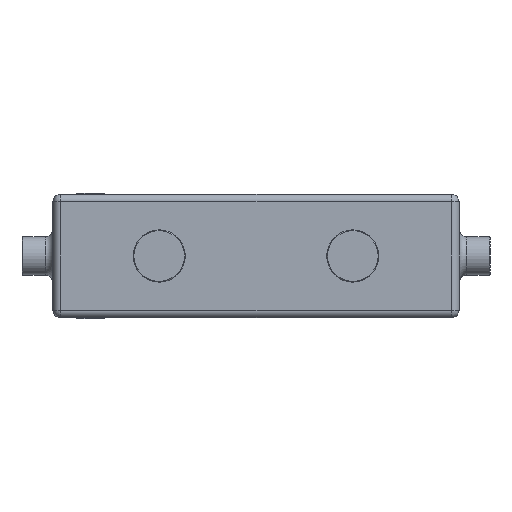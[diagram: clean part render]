
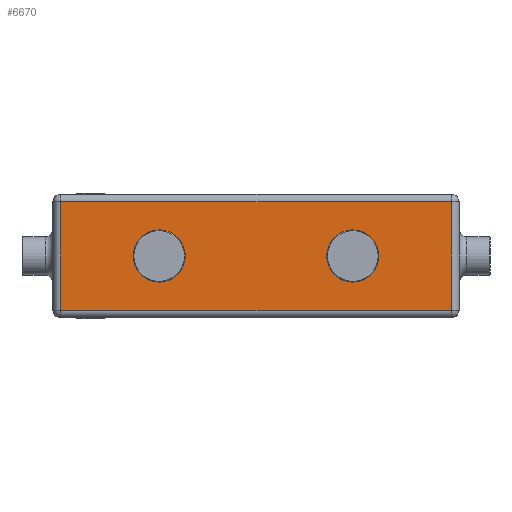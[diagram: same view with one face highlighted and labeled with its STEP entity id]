
A CAD part, left-side view. The second image highlights one B-rep face of the part: STEP entity #6670.
In plain terms, the highlighted planar face has unit normal (-1, 0, 0).
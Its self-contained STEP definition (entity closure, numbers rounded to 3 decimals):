
#251 = DIRECTION ( 'NONE',  ( 0., 1., 0. ) ) ;
#307 = CIRCLE ( 'NONE', #2677, 16.85 ) ;
#332 = CARTESIAN_POINT ( 'NONE',  ( -40., -131., 35. ) ) ;
#428 = CARTESIAN_POINT ( 'NONE',  ( -40., -62.5, 0. ) ) ;
#445 = EDGE_CURVE ( 'NONE', #5924, #21395, #17504, .T. ) ;
#595 = ORIENTED_EDGE ( 'NONE', *, *, #1746, .T. ) ;
#658 = EDGE_CURVE ( 'NONE', #17614, #21902, #13675, .T. ) ;
#1746 = EDGE_CURVE ( 'NONE', #2707, #19023, #14167, .T. ) ;
#2249 = EDGE_CURVE ( 'NONE', #7516, #19495, #17364, .T. ) ;
#2380 = DIRECTION ( 'NONE',  ( 0., 0., -1. ) ) ;
#2677 = AXIS2_PLACEMENT_3D ( 'NONE', #21056, #15695, #2380 ) ;
#2707 = VERTEX_POINT ( 'NONE', #16163 ) ;
#3470 = DIRECTION ( 'NONE',  ( -1., 0., 0. ) ) ;
#3559 = DIRECTION ( 'NONE',  ( 0., -1., 0. ) ) ;
#3809 = CARTESIAN_POINT ( 'NONE',  ( -40., -126., 35. ) ) ;
#3947 = CARTESIAN_POINT ( 'NONE',  ( -40., 126., 40. ) ) ;
#4249 = FACE_OUTER_BOUND ( 'NONE', #8361, .T. ) ;
#4551 = CARTESIAN_POINT ( 'NONE',  ( -40., -126., 40. ) ) ;
#4828 = ORIENTED_EDGE ( 'NONE', *, *, #2249, .F. ) ;
#5521 = DIRECTION ( 'NONE',  ( -1., 0., 0. ) ) ;
#5673 = CARTESIAN_POINT ( 'NONE',  ( -40., 62.5, 16.85 ) ) ;
#5924 = VERTEX_POINT ( 'NONE', #23154 ) ;
#5946 = VECTOR ( 'NONE', #251, 1000. ) ;
#5996 = CARTESIAN_POINT ( 'NONE',  ( -40., 62.5, -16.85 ) ) ;
#6090 = ORIENTED_EDGE ( 'NONE', *, *, #23293, .T. ) ;
#6523 = DIRECTION ( 'NONE',  ( 0., 0., -1. ) ) ;
#6670 = ADVANCED_FACE ( 'NONE', ( #4249, #18174, #22302 ), #17953, .F. ) ;
#6836 = EDGE_LOOP ( 'NONE', ( #23360, #9823 ) ) ;
#7516 = VERTEX_POINT ( 'NONE', #17329 ) ;
#8361 = EDGE_LOOP ( 'NONE', ( #23411, #9492, #6090, #595 ) ) ;
#9141 = AXIS2_PLACEMENT_3D ( 'NONE', #14256, #23455, #6523 ) ;
#9436 = DIRECTION ( 'NONE',  ( 0., 0., -1. ) ) ;
#9492 = ORIENTED_EDGE ( 'NONE', *, *, #445, .T. ) ;
#9823 = ORIENTED_EDGE ( 'NONE', *, *, #658, .F. ) ;
#9894 = LINE ( 'NONE', #22407, #15516 ) ;
#9912 = DIRECTION ( 'NONE',  ( -1., 0., 0. ) ) ;
#10302 = DIRECTION ( 'NONE',  ( 0., 0., 1. ) ) ;
#10581 = CIRCLE ( 'NONE', #20556, 16.85 ) ;
#11026 = LINE ( 'NONE', #332, #5946 ) ;
#11267 = ORIENTED_EDGE ( 'NONE', *, *, #14325, .F. ) ;
#13084 = EDGE_CURVE ( 'NONE', #21902, #17614, #10581, .T. ) ;
#13387 = VECTOR ( 'NONE', #10302, 1000. ) ;
#13675 = CIRCLE ( 'NONE', #16785, 16.85 ) ;
#13943 = EDGE_LOOP ( 'NONE', ( #11267, #4828 ) ) ;
#14167 = LINE ( 'NONE', #3947, #20039 ) ;
#14256 = CARTESIAN_POINT ( 'NONE',  ( -40., -131., 40. ) ) ;
#14325 = EDGE_CURVE ( 'NONE', #19495, #7516, #307, .T. ) ;
#14680 = CARTESIAN_POINT ( 'NONE',  ( -40., 62.5, 0. ) ) ;
#15516 = VECTOR ( 'NONE', #3559, 1000. ) ;
#15695 = DIRECTION ( 'NONE',  ( -1., 0., 0. ) ) ;
#16163 = CARTESIAN_POINT ( 'NONE',  ( -40., 126., 35. ) ) ;
#16785 = AXIS2_PLACEMENT_3D ( 'NONE', #18531, #3470, #9436 ) ;
#17329 = CARTESIAN_POINT ( 'NONE',  ( -40., -62.5, -16.85 ) ) ;
#17364 = CIRCLE ( 'NONE', #18237, 16.85 ) ;
#17504 = LINE ( 'NONE', #4551, #13387 ) ;
#17614 = VERTEX_POINT ( 'NONE', #5996 ) ;
#17953 = PLANE ( 'NONE',  #9141 ) ;
#18174 = FACE_BOUND ( 'NONE', #13943, .T. ) ;
#18237 = AXIS2_PLACEMENT_3D ( 'NONE', #428, #9912, #19427 ) ;
#18531 = CARTESIAN_POINT ( 'NONE',  ( -40., 62.5, 0. ) ) ;
#18786 = DIRECTION ( 'NONE',  ( 0., 0., -1. ) ) ;
#19023 = VERTEX_POINT ( 'NONE', #22602 ) ;
#19281 = DIRECTION ( 'NONE',  ( 0., 0., -1. ) ) ;
#19427 = DIRECTION ( 'NONE',  ( 0., 0., -1. ) ) ;
#19495 = VERTEX_POINT ( 'NONE', #24292 ) ;
#19516 = EDGE_CURVE ( 'NONE', #19023, #5924, #9894, .T. ) ;
#20039 = VECTOR ( 'NONE', #19281, 1000. ) ;
#20556 = AXIS2_PLACEMENT_3D ( 'NONE', #14680, #5521, #18786 ) ;
#21056 = CARTESIAN_POINT ( 'NONE',  ( -40., -62.5, 0. ) ) ;
#21395 = VERTEX_POINT ( 'NONE', #3809 ) ;
#21902 = VERTEX_POINT ( 'NONE', #5673 ) ;
#22302 = FACE_BOUND ( 'NONE', #6836, .T. ) ;
#22407 = CARTESIAN_POINT ( 'NONE',  ( -40., -131., -35. ) ) ;
#22602 = CARTESIAN_POINT ( 'NONE',  ( -40., 126., -35. ) ) ;
#23154 = CARTESIAN_POINT ( 'NONE',  ( -40., -126., -35. ) ) ;
#23293 = EDGE_CURVE ( 'NONE', #21395, #2707, #11026, .T. ) ;
#23360 = ORIENTED_EDGE ( 'NONE', *, *, #13084, .F. ) ;
#23411 = ORIENTED_EDGE ( 'NONE', *, *, #19516, .T. ) ;
#23455 = DIRECTION ( 'NONE',  ( 1., 0., 0. ) ) ;
#24292 = CARTESIAN_POINT ( 'NONE',  ( -40., -62.5, 16.85 ) ) ;
